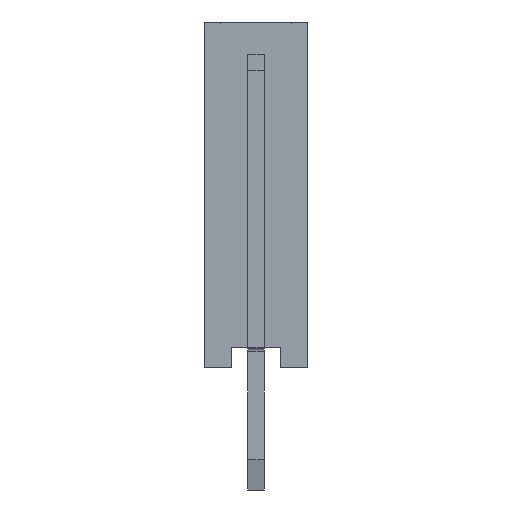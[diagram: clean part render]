
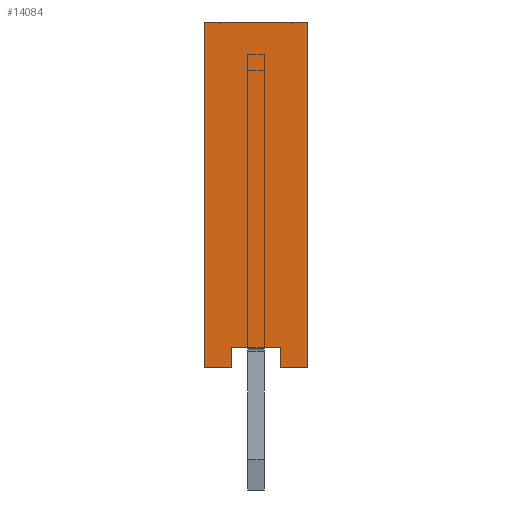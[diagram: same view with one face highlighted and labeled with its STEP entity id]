
A CAD part, left-side view. The second image highlights one B-rep face of the part: STEP entity #14084.
In plain terms, the highlighted planar face has unit normal (-1, 0, 0).
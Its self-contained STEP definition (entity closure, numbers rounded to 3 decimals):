
#14084=ADVANCED_FACE('',(#30088),#30090,.T.);
#30088=FACE_BOUND('',#30089,.T.);
#30089=EDGE_LOOP('',(#43197,#43198,#43199,#43200,#43201,#43202,#43203,#43204));
#30090=PLANE('',#30091);
#30091=AXIS2_PLACEMENT_3D('',#30092,#30093,#30094);
#30092=CARTESIAN_POINT('',(-1.27,1.27,0.));
#30093=DIRECTION('',(-1.,0.,0.));
#30094=DIRECTION('',(0.,-1.,0.));
#43197=ORIENTED_EDGE('',*,*,#50913,.T.);
#43198=ORIENTED_EDGE('',*,*,#50914,.T.);
#43199=ORIENTED_EDGE('',*,*,#50915,.T.);
#43200=ORIENTED_EDGE('',*,*,#50916,.F.);
#43201=ORIENTED_EDGE('',*,*,#50917,.F.);
#43202=ORIENTED_EDGE('',*,*,#50918,.T.);
#43203=ORIENTED_EDGE('',*,*,#50919,.T.);
#43204=ORIENTED_EDGE('',*,*,#48393,.T.);
#48393=EDGE_CURVE('',#56469,#56470,#56471,.T.);
#50913=EDGE_CURVE('',#56470,#60217,#60218,.F.);
#50914=EDGE_CURVE('',#60217,#60219,#60220,.T.);
#50915=EDGE_CURVE('',#60219,#60221,#60222,.T.);
#50916=EDGE_CURVE('',#60223,#60221,#60224,.T.);
#50917=EDGE_CURVE('',#60225,#60223,#60226,.T.);
#50918=EDGE_CURVE('',#60225,#60227,#60228,.T.);
#50919=EDGE_CURVE('',#60227,#56469,#60229,.F.);
#56469=VERTEX_POINT('',#71645);
#56470=VERTEX_POINT('',#71646);
#56471=LINE('',#71647,#71648);
#60217=VERTEX_POINT('',#80813);
#60218=LINE('',#80814,#80815);
#60219=VERTEX_POINT('',#80817);
#60220=LINE('',#80818,#80819);
#60221=VERTEX_POINT('',#80821);
#60222=LINE('',#80822,#80823);
#60223=VERTEX_POINT('',#80825);
#60224=LINE('',#80826,#80827);
#60225=VERTEX_POINT('',#80829);
#60226=LINE('',#80830,#80831);
#60227=VERTEX_POINT('',#80833);
#60228=LINE('',#80834,#80835);
#60229=LINE('',#80837,#80838);
#71645=CARTESIAN_POINT('',(-1.27,0.6,0.5));
#71646=CARTESIAN_POINT('',(-1.27,-0.6,0.5));
#71647=CARTESIAN_POINT('',(-1.27,0.6,0.5));
#71648=VECTOR('',#71649,1.);
#71649=DIRECTION('',(0.,-1.,0.));
#80813=CARTESIAN_POINT('',(-1.27,-0.6,0.));
#80814=CARTESIAN_POINT('',(-1.27,-0.6,0.));
#80815=VECTOR('',#80816,1.);
#80816=DIRECTION('',(0.,0.,1.));
#80817=CARTESIAN_POINT('',(-1.27,-1.27,0.));
#80818=CARTESIAN_POINT('',(-1.27,-0.6,0.));
#80819=VECTOR('',#80820,1.);
#80820=DIRECTION('',(0.,-1.,0.));
#80821=CARTESIAN_POINT('',(-1.27,-1.27,8.5));
#80822=CARTESIAN_POINT('',(-1.27,-1.27,0.));
#80823=VECTOR('',#80824,1.);
#80824=DIRECTION('',(0.,0.,1.));
#80825=CARTESIAN_POINT('',(-1.27,1.27,8.5));
#80826=CARTESIAN_POINT('',(-1.27,1.27,8.5));
#80827=VECTOR('',#80828,1.);
#80828=DIRECTION('',(0.,-1.,0.));
#80829=CARTESIAN_POINT('',(-1.27,1.27,0.));
#80830=CARTESIAN_POINT('',(-1.27,1.27,0.));
#80831=VECTOR('',#80832,1.);
#80832=DIRECTION('',(0.,0.,1.));
#80833=CARTESIAN_POINT('',(-1.27,0.6,0.));
#80834=CARTESIAN_POINT('',(-1.27,1.27,0.));
#80835=VECTOR('',#80836,1.);
#80836=DIRECTION('',(0.,-1.,0.));
#80837=CARTESIAN_POINT('',(-1.27,0.6,0.5));
#80838=VECTOR('',#80839,1.);
#80839=DIRECTION('',(0.,0.,-1.));
